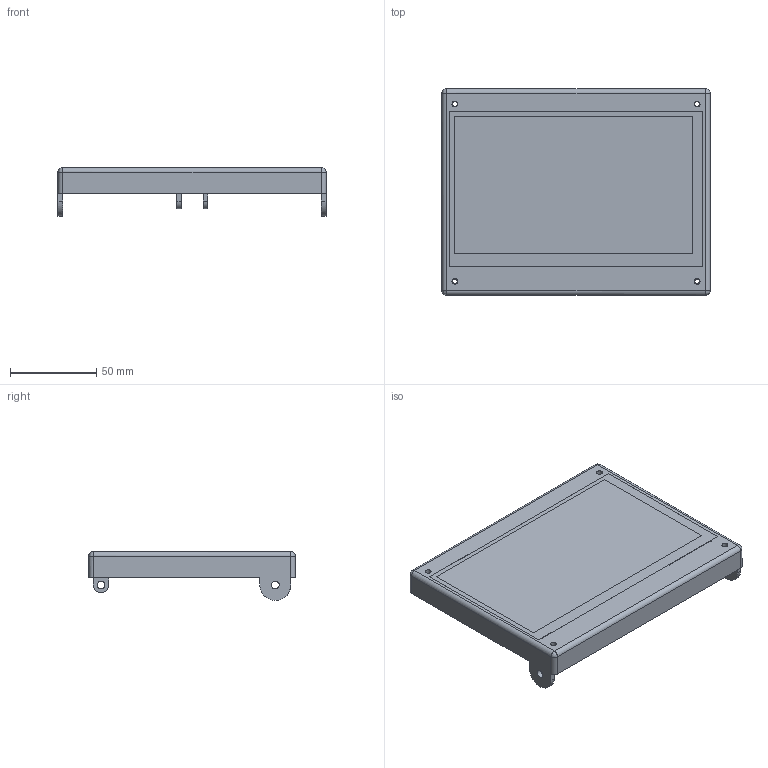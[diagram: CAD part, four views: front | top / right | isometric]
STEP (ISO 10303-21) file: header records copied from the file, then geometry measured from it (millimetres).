
FILE_DESCRIPTION(('FreeCAD Model'),'2;1');
FILE_NAME('Open CASCADE Shape Model','2025-04-25T19:55:28',('FreeCAD'),( 'FreeCAD'),'Open CASCADE STEP processor 7.6','FreeCAD','Unknown');
FILE_SCHEMA(('AUTOMOTIVE_DESIGN { 1 0 10303 214 1 1 1 1 }'));
Length unit declared in the file: millimetre
Products named in the file (1): Open CASCADE STEP translator 7.6 1
Bounding box: 155.67 x 119.97 x 28.35 mm (x, y, z)
Volume: 151906.6 mm3; surface area: 85237.4 mm2
Topology: 3 solids, 3 shells, 469 faces, 1254 edges, 826 vertices
Faces by surface type: bspline 469
Entity records: 13544 total; most frequent: CARTESIAN_POINT 5863, ORIENTED_EDGE 2508, EDGE_CURVE 1254, B_SPLINE_CURVE_WITH_KNOTS 1130, VERTEX_POINT 826, FACE_BOUND 536, EDGE_LOOP 536, ADVANCED_FACE 469
